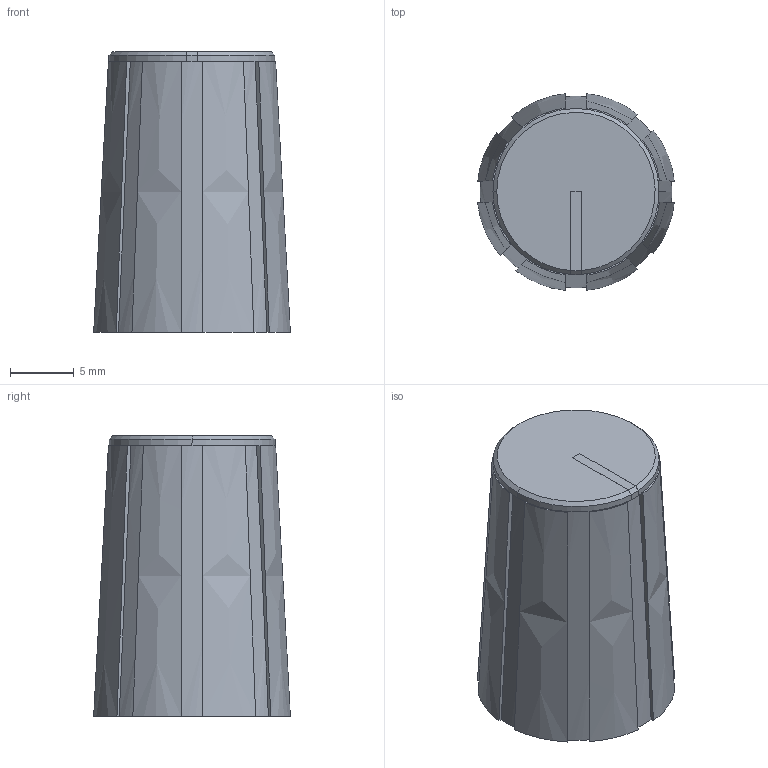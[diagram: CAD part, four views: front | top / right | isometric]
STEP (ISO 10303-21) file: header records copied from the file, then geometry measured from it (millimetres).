
FILE_DESCRIPTION(('FreeCAD Model'),'2;1');
FILE_NAME( 'Sifam_Knob_Large_Tall_Unskirted_Encoder.step', '2024-06-25T10:12:34',('Author'),(''), 'Open CASCADE STEP processor 7.3','FreeCAD','Unknown');
FILE_SCHEMA(('AUTOMOTIVE_DESIGN { 1 0 10303 214 1 1 1 1 }'));
Length unit declared in the file: millimetre
Products named in the file (1): Sifam_Knob_Large_Tall_Unskirted
Bounding box: 15.41 x 15.41 x 22 mm (x, y, z)
Volume: 3446.5 mm3; surface area: 1697.8 mm2
Topology: 3 solids, 3 shells, 51 faces, 402 edges, 1161 vertices
Faces by surface type: plane 30, cone 19, cylinder 2
Entity records: 4808 total; most frequent: CARTESIAN_POINT 1615, DIRECTION 728, AXIS2_PLACEMENT_3D 274, GEOMETRIC_CURVE_SET 269, ORIENTED_EDGE 268, TRIMMED_CURVE 268, LINE 180, VECTOR 180
